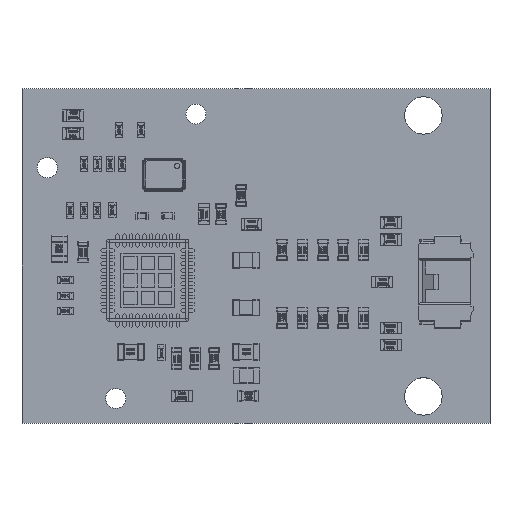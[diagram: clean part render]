
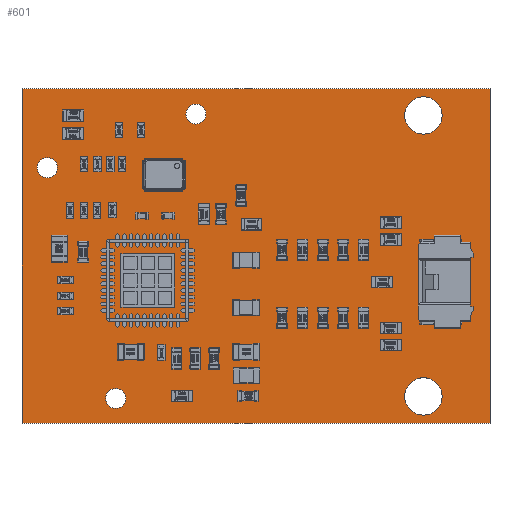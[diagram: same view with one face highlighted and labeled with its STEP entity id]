
A CAD part, top view. The second image highlights one B-rep face of the part: STEP entity #601.
In plain terms, the highlighted planar face has unit normal (0, 0, 1).
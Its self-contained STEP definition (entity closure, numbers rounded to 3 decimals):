
#292 = VERTEX_POINT('',#293);
#293 = CARTESIAN_POINT('',(0.,0.,1.05));
#299 = EDGE_CURVE('',#292,#300,#302,.T.);
#300 = VERTEX_POINT('',#301);
#301 = CARTESIAN_POINT('',(0.,24.994,1.05));
#302 = LINE('',#303,#304);
#303 = CARTESIAN_POINT('',(0.,0.,1.05));
#304 = VECTOR('',#305,1.);
#305 = DIRECTION('',(0.,1.,0.));
#330 = EDGE_CURVE('',#300,#331,#333,.T.);
#331 = VERTEX_POINT('',#332);
#332 = CARTESIAN_POINT('',(34.976,24.994,1.05));
#333 = LINE('',#334,#335);
#334 = CARTESIAN_POINT('',(0.,24.994,1.05));
#335 = VECTOR('',#336,1.);
#336 = DIRECTION('',(1.,0.,0.));
#361 = EDGE_CURVE('',#331,#362,#364,.T.);
#362 = VERTEX_POINT('',#363);
#363 = CARTESIAN_POINT('',(34.976,0.,1.05));
#364 = LINE('',#365,#366);
#365 = CARTESIAN_POINT('',(34.976,24.994,1.05));
#366 = VECTOR('',#367,1.);
#367 = DIRECTION('',(0.,-1.,0.));
#392 = EDGE_CURVE('',#362,#292,#393,.T.);
#393 = LINE('',#394,#395);
#394 = CARTESIAN_POINT('',(34.976,0.,1.05));
#395 = VECTOR('',#396,1.);
#396 = DIRECTION('',(-1.,0.,0.));
#416 = VERTEX_POINT('',#417);
#417 = CARTESIAN_POINT('',(7.75,1.85,1.05));
#423 = EDGE_CURVE('',#416,#416,#424,.T.);
#424 = CIRCLE('',#425,0.75);
#425 = AXIS2_PLACEMENT_3D('',#426,#427,#428);
#426 = CARTESIAN_POINT('',(7.,1.85,1.05));
#427 = DIRECTION('',(0.,0.,1.));
#428 = DIRECTION('',(1.,0.,0.));
#449 = VERTEX_POINT('',#450);
#450 = CARTESIAN_POINT('',(2.65,19.1,1.05));
#456 = EDGE_CURVE('',#449,#449,#457,.T.);
#457 = CIRCLE('',#458,0.75);
#458 = AXIS2_PLACEMENT_3D('',#459,#460,#461);
#459 = CARTESIAN_POINT('',(1.9,19.1,1.05));
#460 = DIRECTION('',(0.,0.,1.));
#461 = DIRECTION('',(1.,0.,0.));
#482 = VERTEX_POINT('',#483);
#483 = CARTESIAN_POINT('',(31.4,2.,1.05));
#489 = EDGE_CURVE('',#482,#482,#490,.T.);
#490 = CIRCLE('',#491,1.4);
#491 = AXIS2_PLACEMENT_3D('',#492,#493,#494);
#492 = CARTESIAN_POINT('',(30.,2.,1.05));
#493 = DIRECTION('',(0.,0.,1.));
#494 = DIRECTION('',(1.,0.,0.));
#515 = VERTEX_POINT('',#516);
#516 = CARTESIAN_POINT('',(13.75,23.1,1.05));
#522 = EDGE_CURVE('',#515,#515,#523,.T.);
#523 = CIRCLE('',#524,0.75);
#524 = AXIS2_PLACEMENT_3D('',#525,#526,#527);
#525 = CARTESIAN_POINT('',(13.,23.1,1.05));
#526 = DIRECTION('',(0.,0.,1.));
#527 = DIRECTION('',(1.,0.,0.));
#548 = VERTEX_POINT('',#549);
#549 = CARTESIAN_POINT('',(31.4,23.,1.05));
#555 = EDGE_CURVE('',#548,#548,#556,.T.);
#556 = CIRCLE('',#557,1.4);
#557 = AXIS2_PLACEMENT_3D('',#558,#559,#560);
#558 = CARTESIAN_POINT('',(30.,23.,1.05));
#559 = DIRECTION('',(0.,0.,1.));
#560 = DIRECTION('',(1.,0.,0.));
#601 = ADVANCED_FACE('',(#602,#608,#611,#614,#617,#620),#623,.T.);
#602 = FACE_BOUND('',#603,.F.);
#603 = EDGE_LOOP('',(#604,#605,#606,#607));
#604 = ORIENTED_EDGE('',*,*,#299,.T.);
#605 = ORIENTED_EDGE('',*,*,#330,.T.);
#606 = ORIENTED_EDGE('',*,*,#361,.T.);
#607 = ORIENTED_EDGE('',*,*,#392,.T.);
#608 = FACE_BOUND('',#609,.T.);
#609 = EDGE_LOOP('',(#610));
#610 = ORIENTED_EDGE('',*,*,#423,.F.);
#611 = FACE_BOUND('',#612,.T.);
#612 = EDGE_LOOP('',(#613));
#613 = ORIENTED_EDGE('',*,*,#456,.F.);
#614 = FACE_BOUND('',#615,.T.);
#615 = EDGE_LOOP('',(#616));
#616 = ORIENTED_EDGE('',*,*,#489,.F.);
#617 = FACE_BOUND('',#618,.T.);
#618 = EDGE_LOOP('',(#619));
#619 = ORIENTED_EDGE('',*,*,#522,.F.);
#620 = FACE_BOUND('',#621,.T.);
#621 = EDGE_LOOP('',(#622));
#622 = ORIENTED_EDGE('',*,*,#555,.F.);
#623 = PLANE('',#624);
#624 = AXIS2_PLACEMENT_3D('',#625,#626,#627);
#625 = CARTESIAN_POINT('',(0.,0.,1.05));
#626 = DIRECTION('',(0.,0.,1.));
#627 = DIRECTION('',(1.,0.,0.));
